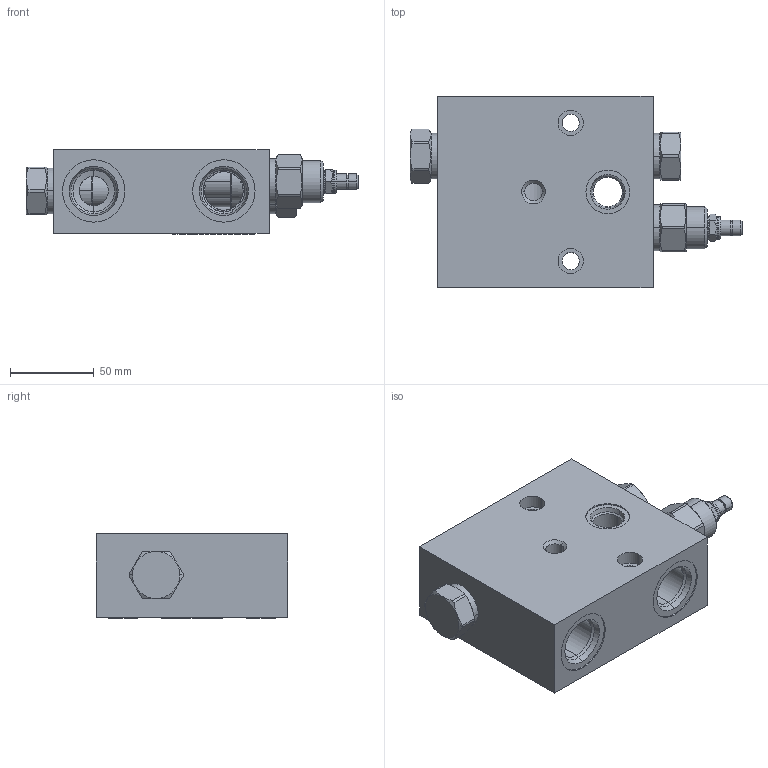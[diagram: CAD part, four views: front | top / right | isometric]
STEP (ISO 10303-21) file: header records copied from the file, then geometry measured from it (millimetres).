
FILE_DESCRIPTION((''),'2;1');
FILE_NAME('YFRCLANAL_ASM','2020-07-02T',('ProEService'),(''),'PRO/ENGINEER BY PARAMETRIC TECHNOLOGY CORPORATION, 2014200','PRO/ENGINEER BY PARAMETRIC TECHNOLOGY CORPORATION, 2014200','');
FILE_SCHEMA(('CONFIG_CONTROL_DESIGN'));
Length unit declared in the file: inch
Products named in the file (7): 151-097-002; NQEBXAN; RPGCLAN; CXFAXCN; 500-001-113; 500-001-125; YFRCLANAL_ASM
Assembly tree (7 placements, depth 2):
  YFRCLANAL_ASM
    151-097-002
    NQEBXAN
    RPGCLAN
    CXFAXCN
    500-001-113  x2
    500-001-125
Bounding box: 198.42 x 114.3 x 50.47 mm (x, y, z)
Volume: 654563.6 mm3; surface area: 108543.1 mm2
Topology: 13 solids, 14 shells, 552 faces, 1585 edges, 1224 vertices
Faces by surface type: cylinder 199, cone 125, plane 115, torus 77, revolution 36
Entity records: 21509 total; most frequent: CARTESIAN_POINT 7049, DIRECTION 3181, ORIENTED_EDGE 2460, EDGE_CURVE 1230, AXIS2_PLACEMENT_3D 1207, VERTEX_POINT 739, VECTOR 735, LINE 735
